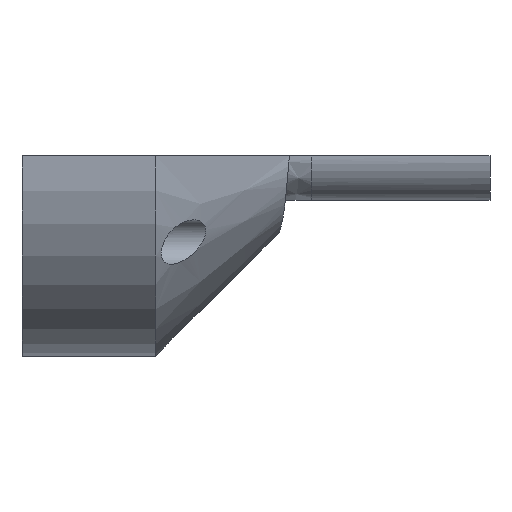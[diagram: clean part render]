
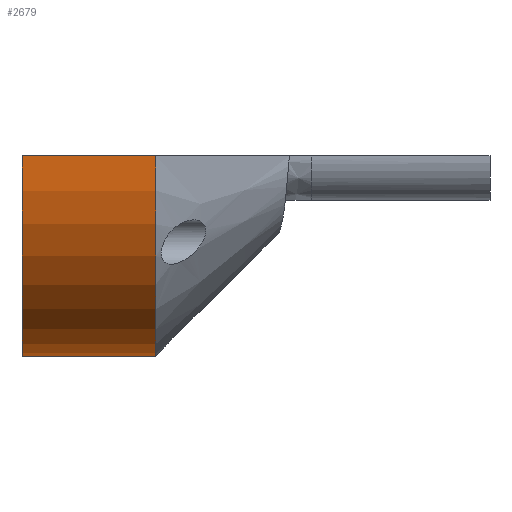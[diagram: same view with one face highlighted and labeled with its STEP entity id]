
A CAD part, left-side view. The second image highlights one B-rep face of the part: STEP entity #2679.
In plain terms, the highlighted cylindrical face has radius 28.575 mm (diameter 57.15 mm), a partial arc.
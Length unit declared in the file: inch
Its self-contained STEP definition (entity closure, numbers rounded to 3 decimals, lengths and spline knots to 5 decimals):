
#21 = VERTEX_POINT ( 'NONE', #2508 ) ;
#53 = CARTESIAN_POINT ( 'NONE',  ( 1.125, 1.875, 0. ) ) ;
#170 = CIRCLE ( 'NONE', #1051, 1.125 ) ;
#205 = CARTESIAN_POINT ( 'NONE',  ( 1.125, 2.625, 0. ) ) ;
#220 = ORIENTED_EDGE ( 'NONE', *, *, #1801, .F. ) ;
#307 = AXIS2_PLACEMENT_3D ( 'NONE', #1249, #1028, #424 ) ;
#424 = DIRECTION ( 'NONE',  ( -1., 0., 0. ) ) ;
#476 = CARTESIAN_POINT ( 'NONE',  ( 0., 2.625, 0. ) ) ;
#733 = DIRECTION ( 'NONE',  ( -1., 0., 0. ) ) ;
#867 = VECTOR ( 'NONE', #2225, 39.37008 ) ;
#1028 = DIRECTION ( 'NONE',  ( 0., 1., 0. ) ) ;
#1051 = AXIS2_PLACEMENT_3D ( 'NONE', #2492, #1304, #3680 ) ;
#1139 = EDGE_CURVE ( 'NONE', #2578, #21, #170, .T. ) ;
#1249 = CARTESIAN_POINT ( 'NONE',  ( 0., 2.625, 0. ) ) ;
#1304 = DIRECTION ( 'NONE',  ( 0., 1., 0. ) ) ;
#1306 = ORIENTED_EDGE ( 'NONE', *, *, #1139, .T. ) ;
#1634 = AXIS2_PLACEMENT_3D ( 'NONE', #476, #2553, #733 ) ;
#1712 = VERTEX_POINT ( 'NONE', #1923 ) ;
#1801 = EDGE_CURVE ( 'NONE', #3466, #1712, #3189, .T. ) ;
#1923 = CARTESIAN_POINT ( 'NONE',  ( -1.125, 2.625, 0. ) ) ;
#1966 = EDGE_CURVE ( 'NONE', #2578, #3466, #3336, .T. ) ;
#2099 = EDGE_LOOP ( 'NONE', ( #2603, #220, #3317, #1306 ) ) ;
#2225 = DIRECTION ( 'NONE',  ( 0., -1., 0. ) ) ;
#2492 = CARTESIAN_POINT ( 'NONE',  ( 0., 1.875, 0. ) ) ;
#2508 = CARTESIAN_POINT ( 'NONE',  ( -1.125, 1.875, 0. ) ) ;
#2553 = DIRECTION ( 'NONE',  ( 0., 1., 0. ) ) ;
#2578 = VERTEX_POINT ( 'NONE', #53 ) ;
#2603 = ORIENTED_EDGE ( 'NONE', *, *, #3646, .F. ) ;
#2679 = ADVANCED_FACE ( 'NONE', ( #3119 ), #2774, .T. ) ;
#2774 = CYLINDRICAL_SURFACE ( 'NONE', #307, 1.125 ) ;
#2789 = DIRECTION ( 'NONE',  ( 0., 1., 0. ) ) ;
#2948 = VECTOR ( 'NONE', #2789, 39.37008 ) ;
#3119 = FACE_OUTER_BOUND ( 'NONE', #2099, .T. ) ;
#3170 = LINE ( 'NONE', #3402, #867 ) ;
#3189 = CIRCLE ( 'NONE', #1634, 1.125 ) ;
#3317 = ORIENTED_EDGE ( 'NONE', *, *, #1966, .F. ) ;
#3336 = LINE ( 'NONE', #3642, #2948 ) ;
#3402 = CARTESIAN_POINT ( 'NONE',  ( -1.125, 2.625, 0. ) ) ;
#3466 = VERTEX_POINT ( 'NONE', #205 ) ;
#3642 = CARTESIAN_POINT ( 'NONE',  ( 1.125, 2.625, 0. ) ) ;
#3646 = EDGE_CURVE ( 'NONE', #1712, #21, #3170, .T. ) ;
#3680 = DIRECTION ( 'NONE',  ( -1., 0., 0. ) ) ;
